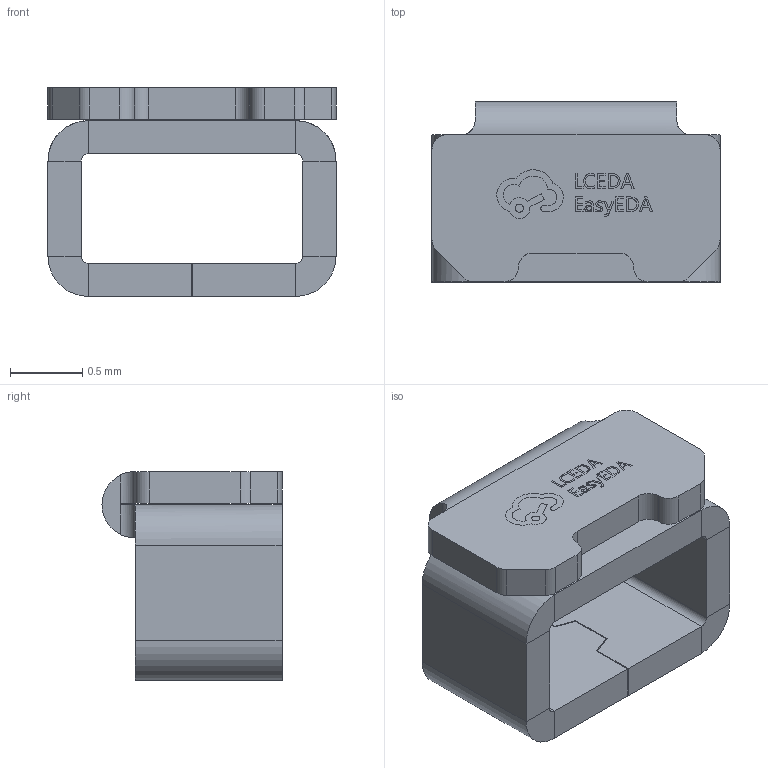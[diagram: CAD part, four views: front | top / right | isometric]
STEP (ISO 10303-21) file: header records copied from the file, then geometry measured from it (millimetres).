
FILE_DESCRIPTION (( 'STEP AP214' ), '1' );
FILE_NAME ('SMD-1_L2.0-W1.25-C172771.STEP', '2023-07-25T06:35:50', ( '' ), ( '' ), 'SwSTEP 2.0', 'SolidWorks 2020', '' );
FILE_SCHEMA (( 'AUTOMOTIVE_DESIGN' ));
Length unit declared in the file: millimetre
Products named in the file (1): SMD-1_L2.0-W1.25-C172771
Bounding box: 2 x 1.25 x 1.45 mm (x, y, z)
Volume: 1.7 mm3; surface area: 19.1 mm2
Topology: 1 solids, 1 shells, 299 faces, 802 edges, 524 vertices
Faces by surface type: plane 177, bspline 98, cylinder 24
Entity records: 13145 total; most frequent: CARTESIAN_POINT 3010, ORIENTED_EDGE 1604, DIRECTION 1044, EDGE_CURVE 802, LINE 552, VECTOR 552, VERTEX_POINT 524, EDGE_LOOP 318
